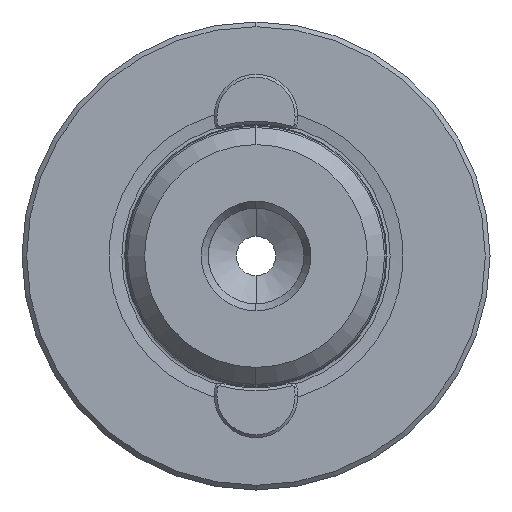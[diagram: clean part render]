
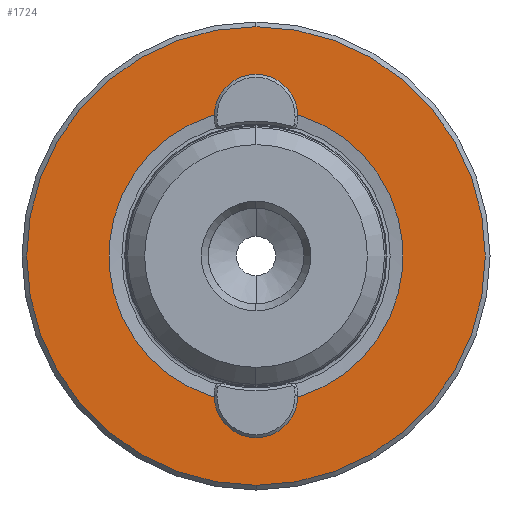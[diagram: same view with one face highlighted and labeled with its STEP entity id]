
A CAD part, left-side view. The second image highlights one B-rep face of the part: STEP entity #1724.
In plain terms, the highlighted planar face has unit normal (-1, 0, 0).
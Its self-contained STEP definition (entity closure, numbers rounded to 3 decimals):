
#6 = CIRCLE ( 'NONE', #4196, 2.5 ) ;
#174 = DIRECTION ( 'NONE',  ( -1., 0., 0. ) ) ;
#180 = AXIS2_PLACEMENT_3D ( 'NONE', #2555, #2550, #2537 ) ;
#204 = VERTEX_POINT ( 'NONE', #3148 ) ;
#250 = AXIS2_PLACEMENT_3D ( 'NONE', #2829, #2815, #2801 ) ;
#255 = CARTESIAN_POINT ( 'NONE',  ( 0., 2.118, 15.572 ) ) ;
#276 = AXIS2_PLACEMENT_3D ( 'NONE', #1825, #1806, #1790 ) ;
#327 = CIRCLE ( 'NONE', #276, 2.5 ) ;
#332 = EDGE_CURVE ( 'NONE', #3391, #5048, #4032, .T. ) ;
#335 = EDGE_LOOP ( 'NONE', ( #1611, #1615, #1727, #1730, #1793, #1799 ) ) ;
#355 = CIRCLE ( 'NONE', #180, 24.5 ) ;
#403 = CIRCLE ( 'NONE', #4302, 15.715 ) ;
#555 = DIRECTION ( 'NONE',  ( 0., 0., 1. ) ) ;
#601 = VERTEX_POINT ( 'NONE', #4069 ) ;
#682 = EDGE_CURVE ( 'NONE', #2491, #3391, #2461, .T. ) ;
#686 = CIRCLE ( 'NONE', #5094, 24.5 ) ;
#717 = EDGE_CURVE ( 'NONE', #1981, #2531, #355, .T. ) ;
#726 = DIRECTION ( 'NONE',  ( 0., 0., 1. ) ) ;
#744 = DIRECTION ( 'NONE',  ( -1., 0., 0. ) ) ;
#761 = CARTESIAN_POINT ( 'NONE',  ( 0., 0., 0. ) ) ;
#883 = EDGE_CURVE ( 'NONE', #5048, #3967, #1055, .T. ) ;
#903 = FACE_OUTER_BOUND ( 'NONE', #922, .T. ) ;
#922 = EDGE_LOOP ( 'NONE', ( #1920, #1975 ) ) ;
#988 = EDGE_CURVE ( 'NONE', #2531, #1981, #686, .T. ) ;
#1030 = CARTESIAN_POINT ( 'NONE',  ( 0., 0., 0. ) ) ;
#1055 = CIRCLE ( 'NONE', #4857, 2.5 ) ;
#1174 = DIRECTION ( 'NONE',  ( 0., 0., 1. ) ) ;
#1181 = EDGE_CURVE ( 'NONE', #204, #601, #403, .T. ) ;
#1191 = DIRECTION ( 'NONE',  ( -1., 0., 0. ) ) ;
#1205 = CARTESIAN_POINT ( 'NONE',  ( 0., 0., 0. ) ) ;
#1252 = CARTESIAN_POINT ( 'NONE',  ( 0., 0., 16.9 ) ) ;
#1549 = EDGE_CURVE ( 'NONE', #3967, #204, #327, .T. ) ;
#1580 = DIRECTION ( 'NONE',  ( 0., 0., 1. ) ) ;
#1596 = DIRECTION ( 'NONE',  ( -1., 0., 0. ) ) ;
#1610 = CARTESIAN_POINT ( 'NONE',  ( 0., 0., -16.9 ) ) ;
#1611 = ORIENTED_EDGE ( 'NONE', *, *, #332, .F. ) ;
#1615 = ORIENTED_EDGE ( 'NONE', *, *, #682, .F. ) ;
#1649 = DIRECTION ( 'NONE',  ( 0., 0., 1. ) ) ;
#1684 = CARTESIAN_POINT ( 'NONE',  ( 0., 0., -19.4 ) ) ;
#1724 = ADVANCED_FACE ( 'NONE', ( #2981, #903 ), #3702, .F. ) ;
#1727 = ORIENTED_EDGE ( 'NONE', *, *, #4244, .F. ) ;
#1730 = ORIENTED_EDGE ( 'NONE', *, *, #1181, .F. ) ;
#1790 = DIRECTION ( 'NONE',  ( 0., 0., 1. ) ) ;
#1793 = ORIENTED_EDGE ( 'NONE', *, *, #1549, .F. ) ;
#1799 = ORIENTED_EDGE ( 'NONE', *, *, #883, .F. ) ;
#1806 = DIRECTION ( 'NONE',  ( -1., 0., 0. ) ) ;
#1825 = CARTESIAN_POINT ( 'NONE',  ( 0., 0., -16.9 ) ) ;
#1920 = ORIENTED_EDGE ( 'NONE', *, *, #988, .T. ) ;
#1947 = CARTESIAN_POINT ( 'NONE',  ( 0., 2.118, -15.572 ) ) ;
#1975 = ORIENTED_EDGE ( 'NONE', *, *, #717, .T. ) ;
#1981 = VERTEX_POINT ( 'NONE', #4285 ) ;
#2071 = AXIS2_PLACEMENT_3D ( 'NONE', #3579, #3309, #3809 ) ;
#2461 = CIRCLE ( 'NONE', #250, 2.5 ) ;
#2491 = VERTEX_POINT ( 'NONE', #3130 ) ;
#2531 = VERTEX_POINT ( 'NONE', #4048 ) ;
#2537 = DIRECTION ( 'NONE',  ( 0., 0., 1. ) ) ;
#2550 = DIRECTION ( 'NONE',  ( -1., 0., 0. ) ) ;
#2555 = CARTESIAN_POINT ( 'NONE',  ( 0., 0., 0. ) ) ;
#2801 = DIRECTION ( 'NONE',  ( 0., 0., 1. ) ) ;
#2815 = DIRECTION ( 'NONE',  ( -1., 0., 0. ) ) ;
#2829 = CARTESIAN_POINT ( 'NONE',  ( 0., 0., 16.9 ) ) ;
#2981 = FACE_BOUND ( 'NONE', #335, .T. ) ;
#3130 = CARTESIAN_POINT ( 'NONE',  ( 0., 0., 19.4 ) ) ;
#3148 = CARTESIAN_POINT ( 'NONE',  ( 0., -2.118, -15.572 ) ) ;
#3309 = DIRECTION ( 'NONE',  ( 1., 0., 0. ) ) ;
#3391 = VERTEX_POINT ( 'NONE', #255 ) ;
#3579 = CARTESIAN_POINT ( 'NONE',  ( 0., 0., -15.715 ) ) ;
#3702 = PLANE ( 'NONE',  #2071 ) ;
#3809 = DIRECTION ( 'NONE',  ( 0., 0., -1. ) ) ;
#3967 = VERTEX_POINT ( 'NONE', #1684 ) ;
#3974 = DIRECTION ( 'NONE',  ( -1., 0., 0. ) ) ;
#4032 = CIRCLE ( 'NONE', #4417, 15.715 ) ;
#4048 = CARTESIAN_POINT ( 'NONE',  ( 0., 0., -24.5 ) ) ;
#4069 = CARTESIAN_POINT ( 'NONE',  ( 0., -2.118, 15.572 ) ) ;
#4196 = AXIS2_PLACEMENT_3D ( 'NONE', #1252, #3974, #1649 ) ;
#4244 = EDGE_CURVE ( 'NONE', #601, #2491, #6, .T. ) ;
#4285 = CARTESIAN_POINT ( 'NONE',  ( 0., 0., 24.5 ) ) ;
#4302 = AXIS2_PLACEMENT_3D ( 'NONE', #1030, #174, #555 ) ;
#4417 = AXIS2_PLACEMENT_3D ( 'NONE', #1205, #1191, #1174 ) ;
#4857 = AXIS2_PLACEMENT_3D ( 'NONE', #1610, #1596, #1580 ) ;
#5048 = VERTEX_POINT ( 'NONE', #1947 ) ;
#5094 = AXIS2_PLACEMENT_3D ( 'NONE', #761, #744, #726 ) ;
